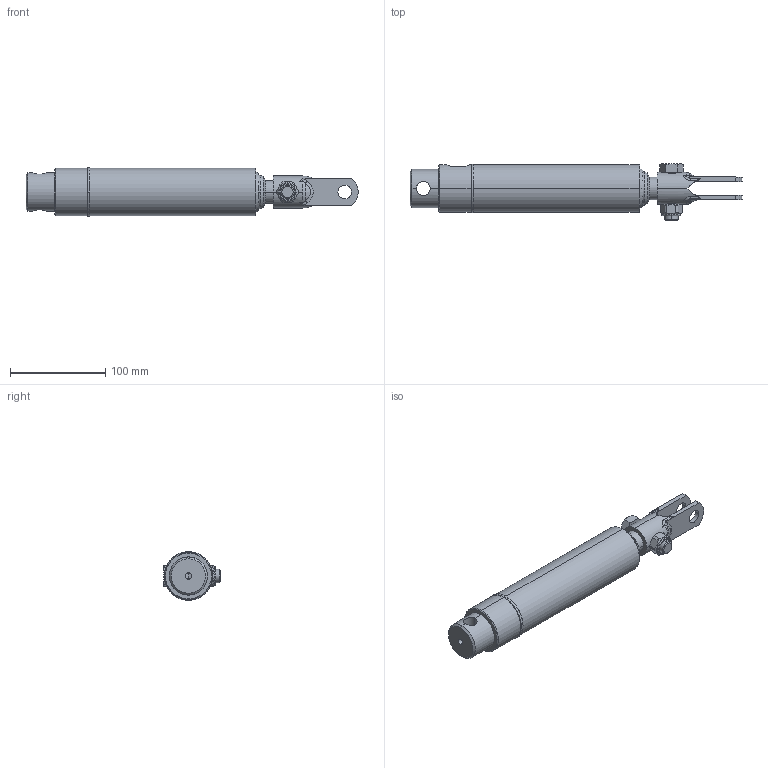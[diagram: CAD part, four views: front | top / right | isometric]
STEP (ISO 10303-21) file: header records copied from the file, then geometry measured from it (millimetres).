
FILE_DESCRIPTION (( 'STEP AP203' ), '1' );
FILE_NAME ('VF35.STEP', '2014-09-30T12:22:13', ( '' ), ( '' ), 'SwSTEP 2.0', 'SolidWorks 2013', '' );
FILE_SCHEMA (( 'CONFIG_CONTROL_DESIGN' ));
Length unit declared in the file: millimetre
Products named in the file (1): VF35
Bounding box: 347.94 x 59 x 51 mm (x, y, z)
Surface area: 84894.4 mm2 (no closed solid volume)
Topology: 0 solids, 9 shells, 174 faces, 464 edges, 292 vertices
Faces by surface type: cylinder 71, plane 41, cone 36, bspline 16, torus 10
Entity records: 7649 total; most frequent: CARTESIAN_POINT 3458, ORIENTED_EDGE 864, DIRECTION 826, EDGE_CURVE 464, AXIS2_PLACEMENT_3D 332, VERTEX_POINT 292, EDGE_LOOP 191, FACE_OUTER_BOUND 174
